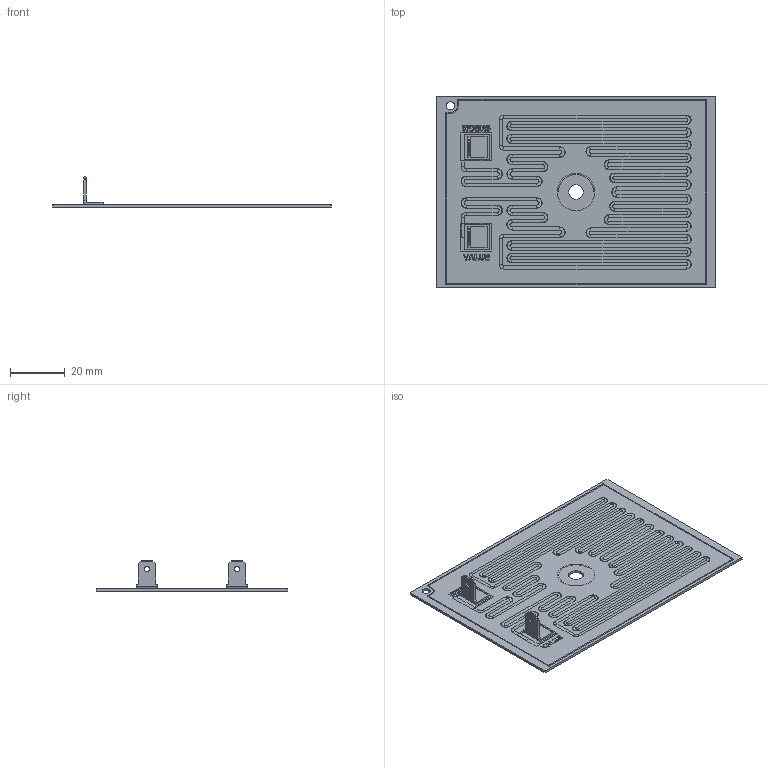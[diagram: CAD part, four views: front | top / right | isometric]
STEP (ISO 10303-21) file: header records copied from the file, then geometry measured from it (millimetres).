
FILE_DESCRIPTION (( 'STEP AP203' ), '1' );
FILE_NAME ('WDBR3-XXXRKTW.STEP', '2015-12-22T08:23:12', ( '' ), ( '' ), 'SwSTEP 2.0', 'SolidWorks 2015', '' );
FILE_SCHEMA (( 'CONFIG_CONTROL_DESIGN' ));
Length unit declared in the file: millimetre
Products named in the file (1): WDBR3-XXXRKTW
Bounding box: 101.6 x 70 x 11 mm (x, y, z)
Volume: 6554.5 mm3; surface area: 30359.9 mm2
Topology: 5 solids, 5 shells, 841 faces, 2284 edges, 1515 vertices
Faces by surface type: plane 377, cylinder 360, bspline 104
Entity records: 31399 total; most frequent: CARTESIAN_POINT 10060, ORIENTED_EDGE 4568, DIRECTION 4270, EDGE_CURVE 2284, VERTEX_POINT 1515, AXIS2_PLACEMENT_3D 1457, LINE 1356, VECTOR 1356
